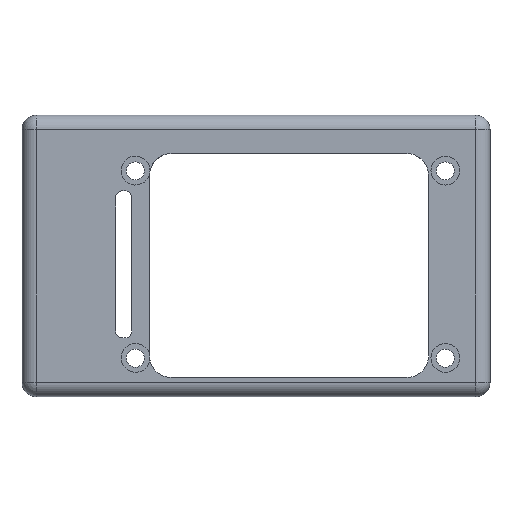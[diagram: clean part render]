
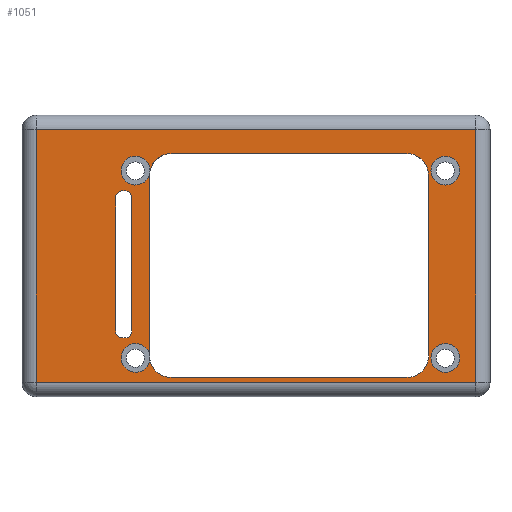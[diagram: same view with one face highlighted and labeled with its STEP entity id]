
A CAD part, top view. The second image highlights one B-rep face of the part: STEP entity #1051.
In plain terms, the highlighted planar face has unit normal (0, 0, 1).
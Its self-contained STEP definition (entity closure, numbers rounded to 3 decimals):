
#362 = VERTEX_POINT('',#363);
#363 = CARTESIAN_POINT('',(30.48,-17.525,12.6));
#370 = EDGE_CURVE('',#362,#371,#373,.T.);
#371 = VERTEX_POINT('',#372);
#372 = CARTESIAN_POINT('',(30.48,17.525,12.6));
#373 = LINE('',#374,#375);
#374 = CARTESIAN_POINT('',(30.48,-17.525,12.6));
#375 = VECTOR('',#376,1.);
#376 = DIRECTION('',(0.,1.,0.));
#1051 = ADVANCED_FACE('',(#1052,#1077,#1088,#1158,#1264),#1275,.T.);
#1052 = FACE_BOUND('',#1053,.T.);
#1053 = EDGE_LOOP('',(#1054,#1062,#1063,#1071));
#1054 = ORIENTED_EDGE('',*,*,#1055,.T.);
#1055 = EDGE_CURVE('',#1056,#362,#1058,.T.);
#1056 = VERTEX_POINT('',#1057);
#1057 = CARTESIAN_POINT('',(-30.48,-17.525,12.6));
#1058 = LINE('',#1059,#1060);
#1059 = CARTESIAN_POINT('',(-30.48,-17.525,12.6));
#1060 = VECTOR('',#1061,1.);
#1061 = DIRECTION('',(1.,0.,0.));
#1062 = ORIENTED_EDGE('',*,*,#370,.T.);
#1063 = ORIENTED_EDGE('',*,*,#1064,.T.);
#1064 = EDGE_CURVE('',#371,#1065,#1067,.T.);
#1065 = VERTEX_POINT('',#1066);
#1066 = CARTESIAN_POINT('',(-30.48,17.525,12.6));
#1067 = LINE('',#1068,#1069);
#1068 = CARTESIAN_POINT('',(30.48,17.525,12.6));
#1069 = VECTOR('',#1070,1.);
#1070 = DIRECTION('',(-1.,0.,0.));
#1071 = ORIENTED_EDGE('',*,*,#1072,.T.);
#1072 = EDGE_CURVE('',#1065,#1056,#1073,.T.);
#1073 = LINE('',#1074,#1075);
#1074 = CARTESIAN_POINT('',(-30.48,17.525,12.6));
#1075 = VECTOR('',#1076,1.);
#1076 = DIRECTION('',(0.,-1.,0.));
#1077 = FACE_BOUND('',#1078,.T.);
#1078 = EDGE_LOOP('',(#1079));
#1079 = ORIENTED_EDGE('',*,*,#1080,.F.);
#1080 = EDGE_CURVE('',#1081,#1081,#1083,.T.);
#1081 = VERTEX_POINT('',#1082);
#1082 = CARTESIAN_POINT('',(28.288,-14.16,12.6));
#1083 = CIRCLE('',#1084,2.);
#1084 = AXIS2_PLACEMENT_3D('',#1085,#1086,#1087);
#1085 = CARTESIAN_POINT('',(26.288,-14.16,12.6));
#1086 = DIRECTION('',(0.,0.,1.));
#1087 = DIRECTION('',(1.,0.,0.));
#1088 = FACE_BOUND('',#1089,.T.);
#1089 = EDGE_LOOP('',(#1090,#1100,#1109,#1117,#1126,#1134,#1143,#1151));
#1090 = ORIENTED_EDGE('',*,*,#1091,.F.);
#1091 = EDGE_CURVE('',#1092,#1094,#1096,.T.);
#1092 = VERTEX_POINT('',#1093);
#1093 = CARTESIAN_POINT('',(-19.493,8.047,12.6));
#1094 = VERTEX_POINT('',#1095);
#1095 = CARTESIAN_POINT('',(-19.493,-10.391,12.6));
#1096 = LINE('',#1097,#1098);
#1097 = CARTESIAN_POINT('',(-19.493,8.047,12.6));
#1098 = VECTOR('',#1099,1.);
#1099 = DIRECTION('',(0.,-1.,0.));
#1100 = ORIENTED_EDGE('',*,*,#1101,.F.);
#1101 = EDGE_CURVE('',#1102,#1092,#1104,.T.);
#1102 = VERTEX_POINT('',#1103);
#1103 = CARTESIAN_POINT('',(-18.493,9.047,12.6));
#1104 = CIRCLE('',#1105,1.);
#1105 = AXIS2_PLACEMENT_3D('',#1106,#1107,#1108);
#1106 = CARTESIAN_POINT('',(-18.493,8.047,12.6));
#1107 = DIRECTION('',(0.,0.,1.));
#1108 = DIRECTION('',(1.,0.,0.));
#1109 = ORIENTED_EDGE('',*,*,#1110,.F.);
#1110 = EDGE_CURVE('',#1111,#1102,#1113,.T.);
#1111 = VERTEX_POINT('',#1112);
#1112 = CARTESIAN_POINT('',(-18.232,9.047,12.6));
#1113 = LINE('',#1114,#1115);
#1114 = CARTESIAN_POINT('',(-18.232,9.047,12.6));
#1115 = VECTOR('',#1116,1.);
#1116 = DIRECTION('',(-1.,0.,0.));
#1117 = ORIENTED_EDGE('',*,*,#1118,.F.);
#1118 = EDGE_CURVE('',#1119,#1111,#1121,.T.);
#1119 = VERTEX_POINT('',#1120);
#1120 = CARTESIAN_POINT('',(-17.232,8.047,12.6));
#1121 = CIRCLE('',#1122,1.);
#1122 = AXIS2_PLACEMENT_3D('',#1123,#1124,#1125);
#1123 = CARTESIAN_POINT('',(-18.232,8.047,12.6));
#1124 = DIRECTION('',(0.,0.,1.));
#1125 = DIRECTION('',(1.,0.,0.));
#1126 = ORIENTED_EDGE('',*,*,#1127,.F.);
#1127 = EDGE_CURVE('',#1128,#1119,#1130,.T.);
#1128 = VERTEX_POINT('',#1129);
#1129 = CARTESIAN_POINT('',(-17.232,-10.391,12.6));
#1130 = LINE('',#1131,#1132);
#1131 = CARTESIAN_POINT('',(-17.232,-10.391,12.6));
#1132 = VECTOR('',#1133,1.);
#1133 = DIRECTION('',(0.,1.,0.));
#1134 = ORIENTED_EDGE('',*,*,#1135,.F.);
#1135 = EDGE_CURVE('',#1136,#1128,#1138,.T.);
#1136 = VERTEX_POINT('',#1137);
#1137 = CARTESIAN_POINT('',(-18.232,-11.391,12.6));
#1138 = CIRCLE('',#1139,1.);
#1139 = AXIS2_PLACEMENT_3D('',#1140,#1141,#1142);
#1140 = CARTESIAN_POINT('',(-18.232,-10.391,12.6));
#1141 = DIRECTION('',(0.,0.,1.));
#1142 = DIRECTION('',(1.,0.,0.));
#1143 = ORIENTED_EDGE('',*,*,#1144,.F.);
#1144 = EDGE_CURVE('',#1145,#1136,#1147,.T.);
#1145 = VERTEX_POINT('',#1146);
#1146 = CARTESIAN_POINT('',(-18.493,-11.391,12.6));
#1147 = LINE('',#1148,#1149);
#1148 = CARTESIAN_POINT('',(-18.493,-11.391,12.6));
#1149 = VECTOR('',#1150,1.);
#1150 = DIRECTION('',(1.,0.,0.));
#1151 = ORIENTED_EDGE('',*,*,#1152,.F.);
#1152 = EDGE_CURVE('',#1094,#1145,#1153,.T.);
#1153 = CIRCLE('',#1154,1.);
#1154 = AXIS2_PLACEMENT_3D('',#1155,#1156,#1157);
#1155 = CARTESIAN_POINT('',(-18.493,-10.391,12.6));
#1156 = DIRECTION('',(0.,0.,1.));
#1157 = DIRECTION('',(1.,0.,0.));
#1158 = FACE_BOUND('',#1159,.T.);
#1159 = EDGE_LOOP('',(#1160,#1170,#1179,#1188,#1197,#1206,#1214,#1223,
    #1231,#1240,#1248,#1257));
#1160 = ORIENTED_EDGE('',*,*,#1161,.F.);
#1161 = EDGE_CURVE('',#1162,#1164,#1166,.T.);
#1162 = VERTEX_POINT('',#1163);
#1163 = CARTESIAN_POINT('',(-14.778,11.196,12.6));
#1164 = VERTEX_POINT('',#1165);
#1165 = CARTESIAN_POINT('',(-14.778,-13.65,12.6));
#1166 = LINE('',#1167,#1168);
#1167 = CARTESIAN_POINT('',(-14.778,11.196,12.6));
#1168 = VECTOR('',#1169,1.);
#1169 = DIRECTION('',(0.,-1.,0.));
#1170 = ORIENTED_EDGE('',*,*,#1171,.F.);
#1171 = EDGE_CURVE('',#1172,#1162,#1174,.T.);
#1172 = VERTEX_POINT('',#1173);
#1173 = CARTESIAN_POINT('',(-14.774,11.345,12.6));
#1174 = CIRCLE('',#1175,3.);
#1175 = AXIS2_PLACEMENT_3D('',#1176,#1177,#1178);
#1176 = CARTESIAN_POINT('',(-11.778,11.196,12.6));
#1177 = DIRECTION('',(0.,0.,1.));
#1178 = DIRECTION('',(1.,0.,0.));
#1179 = ORIENTED_EDGE('',*,*,#1180,.F.);
#1180 = EDGE_CURVE('',#1181,#1172,#1183,.T.);
#1181 = VERTEX_POINT('',#1182);
#1182 = CARTESIAN_POINT('',(-14.712,11.84,12.6));
#1183 = CIRCLE('',#1184,2.);
#1184 = AXIS2_PLACEMENT_3D('',#1185,#1186,#1187);
#1185 = CARTESIAN_POINT('',(-16.712,11.84,12.6));
#1186 = DIRECTION('',(0.,0.,1.));
#1187 = DIRECTION('',(1.,0.,0.));
#1188 = ORIENTED_EDGE('',*,*,#1189,.F.);
#1189 = EDGE_CURVE('',#1190,#1181,#1192,.T.);
#1190 = VERTEX_POINT('',#1191);
#1191 = CARTESIAN_POINT('',(-14.712,11.821,12.6));
#1192 = CIRCLE('',#1193,2.);
#1193 = AXIS2_PLACEMENT_3D('',#1194,#1195,#1196);
#1194 = CARTESIAN_POINT('',(-16.712,11.84,12.6));
#1195 = DIRECTION('',(0.,0.,1.));
#1196 = DIRECTION('',(1.,0.,0.));
#1197 = ORIENTED_EDGE('',*,*,#1198,.F.);
#1198 = EDGE_CURVE('',#1199,#1190,#1201,.T.);
#1199 = VERTEX_POINT('',#1200);
#1200 = CARTESIAN_POINT('',(-11.778,14.196,12.6));
#1201 = CIRCLE('',#1202,3.);
#1202 = AXIS2_PLACEMENT_3D('',#1203,#1204,#1205);
#1203 = CARTESIAN_POINT('',(-11.778,11.196,12.6));
#1204 = DIRECTION('',(0.,0.,1.));
#1205 = DIRECTION('',(1.,0.,0.));
#1206 = ORIENTED_EDGE('',*,*,#1207,.F.);
#1207 = EDGE_CURVE('',#1208,#1199,#1210,.T.);
#1208 = VERTEX_POINT('',#1209);
#1209 = CARTESIAN_POINT('',(20.954,14.196,12.6));
#1210 = LINE('',#1211,#1212);
#1211 = CARTESIAN_POINT('',(20.954,14.196,12.6));
#1212 = VECTOR('',#1213,1.);
#1213 = DIRECTION('',(-1.,0.,0.));
#1214 = ORIENTED_EDGE('',*,*,#1215,.F.);
#1215 = EDGE_CURVE('',#1216,#1208,#1218,.T.);
#1216 = VERTEX_POINT('',#1217);
#1217 = CARTESIAN_POINT('',(23.954,11.196,12.6));
#1218 = CIRCLE('',#1219,3.);
#1219 = AXIS2_PLACEMENT_3D('',#1220,#1221,#1222);
#1220 = CARTESIAN_POINT('',(20.954,11.196,12.6));
#1221 = DIRECTION('',(0.,0.,1.));
#1222 = DIRECTION('',(1.,0.,0.));
#1223 = ORIENTED_EDGE('',*,*,#1224,.F.);
#1224 = EDGE_CURVE('',#1225,#1216,#1227,.T.);
#1225 = VERTEX_POINT('',#1226);
#1226 = CARTESIAN_POINT('',(23.954,-13.868,12.6));
#1227 = LINE('',#1228,#1229);
#1228 = CARTESIAN_POINT('',(23.954,-13.868,12.6));
#1229 = VECTOR('',#1230,1.);
#1230 = DIRECTION('',(0.,1.,0.));
#1231 = ORIENTED_EDGE('',*,*,#1232,.F.);
#1232 = EDGE_CURVE('',#1233,#1225,#1235,.T.);
#1233 = VERTEX_POINT('',#1234);
#1234 = CARTESIAN_POINT('',(20.954,-16.868,12.6));
#1235 = CIRCLE('',#1236,3.);
#1236 = AXIS2_PLACEMENT_3D('',#1237,#1238,#1239);
#1237 = CARTESIAN_POINT('',(20.954,-13.868,12.6));
#1238 = DIRECTION('',(0.,0.,1.));
#1239 = DIRECTION('',(1.,0.,0.));
#1240 = ORIENTED_EDGE('',*,*,#1241,.F.);
#1241 = EDGE_CURVE('',#1242,#1233,#1244,.T.);
#1242 = VERTEX_POINT('',#1243);
#1243 = CARTESIAN_POINT('',(-11.778,-16.868,12.6));
#1244 = LINE('',#1245,#1246);
#1245 = CARTESIAN_POINT('',(-11.778,-16.868,12.6));
#1246 = VECTOR('',#1247,1.);
#1247 = DIRECTION('',(1.,0.,0.));
#1248 = ORIENTED_EDGE('',*,*,#1249,.F.);
#1249 = EDGE_CURVE('',#1250,#1242,#1252,.T.);
#1250 = VERTEX_POINT('',#1251);
#1251 = CARTESIAN_POINT('',(-14.728,-14.413,12.6));
#1252 = CIRCLE('',#1253,3.);
#1253 = AXIS2_PLACEMENT_3D('',#1254,#1255,#1256);
#1254 = CARTESIAN_POINT('',(-11.778,-13.868,12.6));
#1255 = DIRECTION('',(0.,0.,1.));
#1256 = DIRECTION('',(1.,0.,0.));
#1257 = ORIENTED_EDGE('',*,*,#1258,.F.);
#1258 = EDGE_CURVE('',#1164,#1250,#1259,.T.);
#1259 = CIRCLE('',#1260,2.);
#1260 = AXIS2_PLACEMENT_3D('',#1261,#1262,#1263);
#1261 = CARTESIAN_POINT('',(-16.712,-14.16,12.6));
#1262 = DIRECTION('',(0.,0.,1.));
#1263 = DIRECTION('',(1.,0.,0.));
#1264 = FACE_BOUND('',#1265,.T.);
#1265 = EDGE_LOOP('',(#1266));
#1266 = ORIENTED_EDGE('',*,*,#1267,.F.);
#1267 = EDGE_CURVE('',#1268,#1268,#1270,.T.);
#1268 = VERTEX_POINT('',#1269);
#1269 = CARTESIAN_POINT('',(28.288,11.84,12.6));
#1270 = CIRCLE('',#1271,2.);
#1271 = AXIS2_PLACEMENT_3D('',#1272,#1273,#1274);
#1272 = CARTESIAN_POINT('',(26.288,11.84,12.6));
#1273 = DIRECTION('',(0.,0.,1.));
#1274 = DIRECTION('',(1.,0.,0.));
#1275 = PLANE('',#1276);
#1276 = AXIS2_PLACEMENT_3D('',#1277,#1278,#1279);
#1277 = CARTESIAN_POINT('',(0.,0.,12.6));
#1278 = DIRECTION('',(0.,0.,1.));
#1279 = DIRECTION('',(1.,0.,0.));
